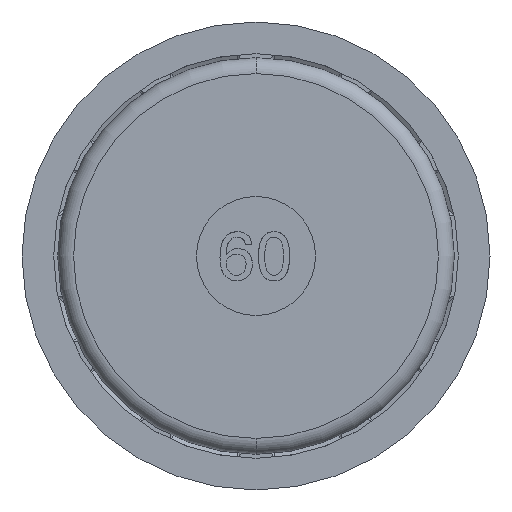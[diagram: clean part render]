
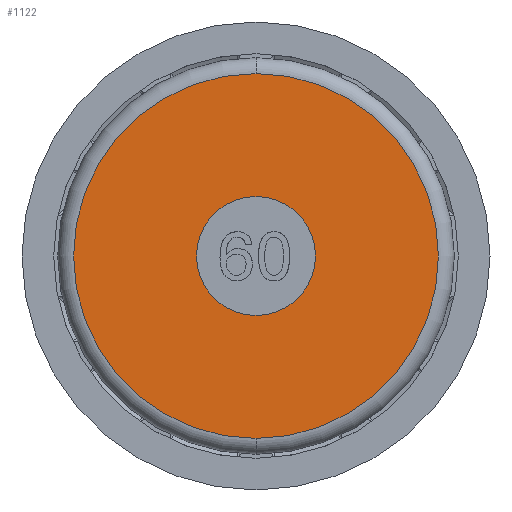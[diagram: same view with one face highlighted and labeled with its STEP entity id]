
A CAD part, front view. The second image highlights one B-rep face of the part: STEP entity #1122.
In plain terms, the highlighted planar face has unit normal (0, -1, 0).
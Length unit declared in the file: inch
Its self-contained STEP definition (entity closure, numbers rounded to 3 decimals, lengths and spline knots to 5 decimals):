
#31 = PLANE ( 'NONE',  #9025 ) ;
#211 = EDGE_CURVE ( 'NONE', #4063, #5019, #8121, .T. ) ;
#380 = DIRECTION ( 'NONE',  ( 0., 1., 0. ) ) ;
#1040 = DIRECTION ( 'NONE',  ( 0., -1., 0. ) ) ;
#1122 = ADVANCED_FACE ( 'NONE', ( #1484, #4174 ), #31, .T. ) ;
#1433 = ORIENTED_EDGE ( 'NONE', *, *, #9931, .F. ) ;
#1484 = FACE_BOUND ( 'NONE', #9762, .T. ) ;
#1880 = DIRECTION ( 'NONE',  ( 0., 1., 0. ) ) ;
#1898 = DIRECTION ( 'NONE',  ( 0., 1., 0. ) ) ;
#2119 = EDGE_LOOP ( 'NONE', ( #3607, #1433 ) ) ;
#2571 = DIRECTION ( 'NONE',  ( 0., 1., 0. ) ) ;
#2827 = EDGE_CURVE ( 'NONE', #5019, #4063, #11059, .T. ) ;
#3396 = ORIENTED_EDGE ( 'NONE', *, *, #211, .T. ) ;
#3607 = ORIENTED_EDGE ( 'NONE', *, *, #7834, .F. ) ;
#4063 = VERTEX_POINT ( 'NONE', #7278 ) ;
#4174 = FACE_OUTER_BOUND ( 'NONE', #2119, .T. ) ;
#5009 = CIRCLE ( 'NONE', #6274, 0.90551 ) ;
#5019 = VERTEX_POINT ( 'NONE', #6536 ) ;
#6070 = CARTESIAN_POINT ( 'NONE',  ( 1.88167, 0.56605, 1.56423 ) ) ;
#6274 = AXIS2_PLACEMENT_3D ( 'NONE', #6423, #380, #7425 ) ;
#6423 = CARTESIAN_POINT ( 'NONE',  ( 1.58639, 0.56605, 1.56423 ) ) ;
#6536 = CARTESIAN_POINT ( 'NONE',  ( 1.58639, 0.56605, 1.8595 ) ) ;
#6848 = VERTEX_POINT ( 'NONE', #8965 ) ;
#6851 = AXIS2_PLACEMENT_3D ( 'NONE', #7903, #1880, #8916 ) ;
#7278 = CARTESIAN_POINT ( 'NONE',  ( 1.58639, 0.56605, 1.26895 ) ) ;
#7425 = DIRECTION ( 'NONE',  ( 0., 0., -1. ) ) ;
#7834 = EDGE_CURVE ( 'NONE', #11087, #6848, #5009, .T. ) ;
#7903 = CARTESIAN_POINT ( 'NONE',  ( 1.58639, 0.56605, 1.56423 ) ) ;
#7921 = CARTESIAN_POINT ( 'NONE',  ( 1.58639, 0.56605, 1.56423 ) ) ;
#8081 = DIRECTION ( 'NONE',  ( 0., 0., -1. ) ) ;
#8121 = CIRCLE ( 'NONE', #9101, 0.29528 ) ;
#8582 = DIRECTION ( 'NONE',  ( 0., 0., 1. ) ) ;
#8916 = DIRECTION ( 'NONE',  ( 0., 0., 1. ) ) ;
#8941 = DIRECTION ( 'NONE',  ( 0., 0., -1. ) ) ;
#8965 = CARTESIAN_POINT ( 'NONE',  ( 1.58639, 0.56605, 2.46974 ) ) ;
#9025 = AXIS2_PLACEMENT_3D ( 'NONE', #6070, #1040, #8081 ) ;
#9101 = AXIS2_PLACEMENT_3D ( 'NONE', #9586, #2571, #8582 ) ;
#9586 = CARTESIAN_POINT ( 'NONE',  ( 1.58639, 0.56605, 1.56423 ) ) ;
#9762 = EDGE_LOOP ( 'NONE', ( #11783, #3396 ) ) ;
#9931 = EDGE_CURVE ( 'NONE', #6848, #11087, #11534, .T. ) ;
#11059 = CIRCLE ( 'NONE', #6851, 0.29528 ) ;
#11087 = VERTEX_POINT ( 'NONE', #12530 ) ;
#11534 = CIRCLE ( 'NONE', #11851, 0.90551 ) ;
#11783 = ORIENTED_EDGE ( 'NONE', *, *, #2827, .T. ) ;
#11851 = AXIS2_PLACEMENT_3D ( 'NONE', #7921, #1898, #8941 ) ;
#12530 = CARTESIAN_POINT ( 'NONE',  ( 1.58639, 0.56605, 0.65871 ) ) ;
